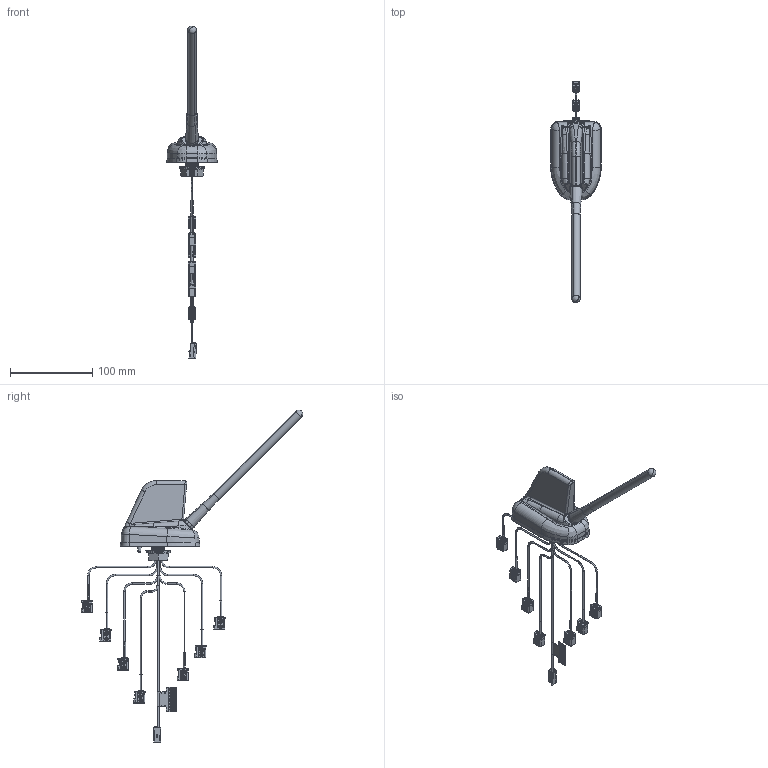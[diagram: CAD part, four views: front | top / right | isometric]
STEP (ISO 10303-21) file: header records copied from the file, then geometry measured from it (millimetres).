
FILE_DESCRIPTION (( 'STEP AP214' ), '1' );
FILE_NAME ('MA 1047.STEP', '2025-12-08T20:25:03', ( '' ), ( '' ), 'SwSTEP 2.0', 'SolidWorks 2024', '' );
FILE_SCHEMA (( 'AUTOMOTIVE_DESIGN' ));
Length unit declared in the file: inch
Products named in the file (1): MA 1047
Bounding box: 61.41 x 268.71 x 402.89 mm (x, y, z)
Volume: 86250.5 mm3; surface area: 109152.3 mm2
Topology: 32 solids, 32 shells, 6234 faces, 16331 edges, 10603 vertices
Faces by surface type: plane 3496, bspline 1367, cylinder 866, cone 306, torus 190, sphere 9
Entity records: 307887 total; most frequent: CARTESIAN_POINT 114477, ORIENTED_EDGE 32634, DIRECTION 24055, EDGE_CURVE 16317, VERTEX_POINT 10603, LINE 9847, VECTOR 9847, AXIS2_PLACEMENT_3D 7104
